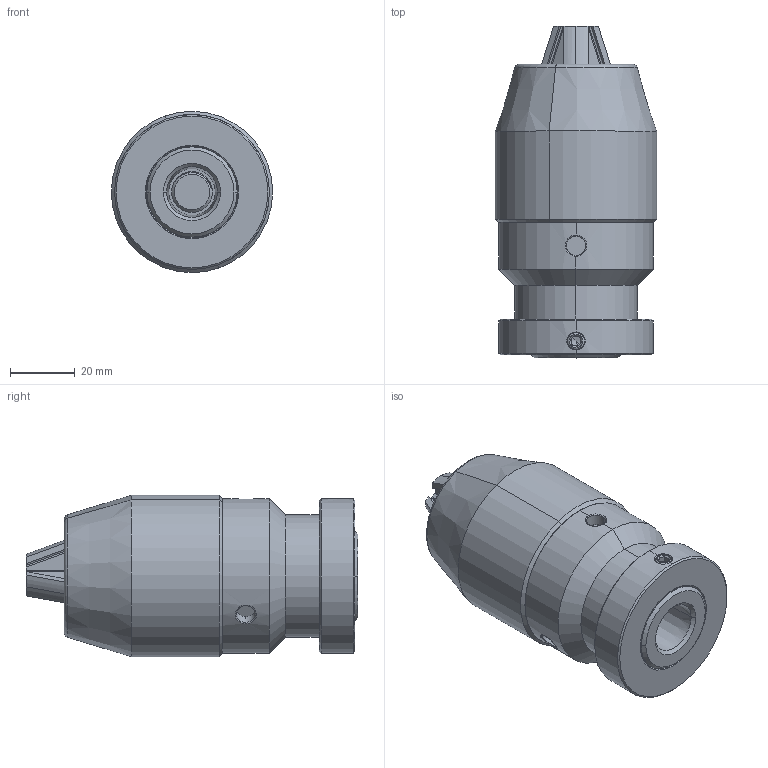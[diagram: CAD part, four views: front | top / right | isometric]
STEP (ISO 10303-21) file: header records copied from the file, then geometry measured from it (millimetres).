
FILE_DESCRIPTION (( 'STEP AP214' ), '1' );
FILE_NAME ('BA12213103308A.STEP', '2020-03-25T03:53:26', ( '' ), ( '' ), 'SwSTEP 2.0', 'SolidWorks 2017', '' );
FILE_SCHEMA (( 'AUTOMOTIVE_DESIGN' ));
Length unit declared in the file: millimetre
Products named in the file (12): 12203-10703B; 12602-105; 12203-101C; 12203-11003C; 12203-10803C; 12203-103D; BA12213103308A; SB06-3010; KM10-2002; 12203-204C; SY02-4406; 12203-406B
Assembly tree (37 placements, depth 2):
  BA12213103308A
    12203-101C
    12203-103D  x3
    12203-204C
    12602-105
    12203-406B
    12203-10703B
    12203-10803C
    12203-11003C
    SY02-4406
    SB06-3010  x25
    KM10-2002
Bounding box: 50 x 102.87 x 50 mm (x, y, z)
Volume: 129517.9 mm3; surface area: 59474.1 mm2
Topology: 37 solids, 37 shells, 564 faces, 1455 edges, 926 vertices
Faces by surface type: plane 217, cylinder 147, cone 119, sphere 50, torus 18, bspline 13
Entity records: 17953 total; most frequent: CARTESIAN_POINT 5955, DIRECTION 2142, ORIENTED_EDGE 2116, EDGE_CURVE 1058, AXIS2_PLACEMENT_3D 841, VERTEX_POINT 663, EDGE_LOOP 467, LINE 460
